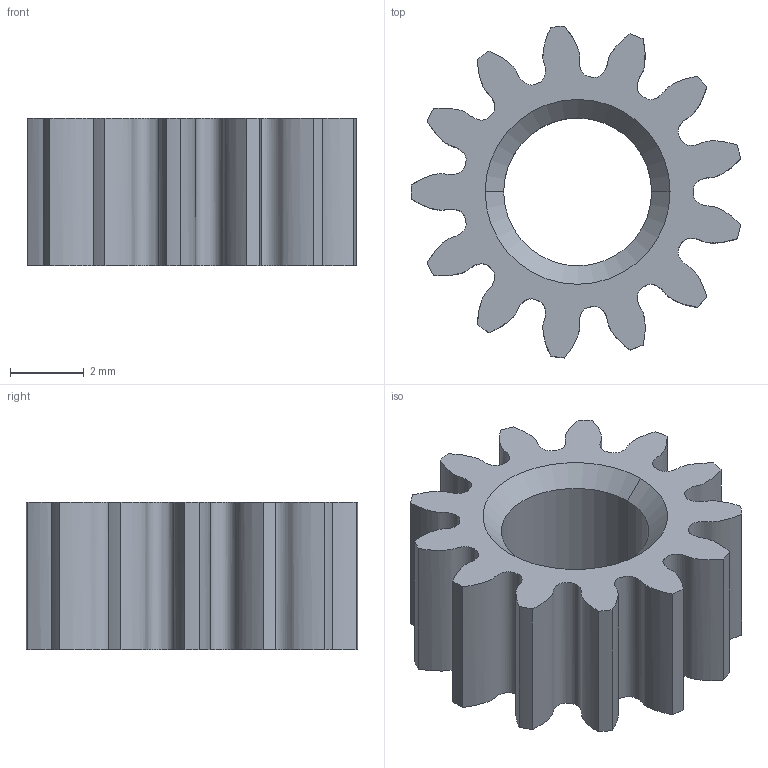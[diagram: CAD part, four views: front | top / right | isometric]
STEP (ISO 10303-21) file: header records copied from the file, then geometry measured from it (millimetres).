
FILE_DESCRIPTION (( 'STEP AP214' ), '1' );
FILE_NAME ('Gear00775.STEP', '2017-09-13T00:57:59', ( '13' ), ( '' ), 'SwSTEP 2.0', 'SolidWorks 2012', '' );
FILE_SCHEMA (( 'AUTOMOTIVE_DESIGN' ));
Length unit declared in the file: millimetre
Products named in the file (1): Gear00775
Bounding box: 8.91 x 8.97 x 4 mm (x, y, z)
Volume: 136.7 mm3; surface area: 304.2 mm2
Topology: 1 solids, 1 shells, 34 faces, 92 edges, 60 vertices
Faces by surface type: cylinder 15, bspline 13, cone 4, plane 2
Entity records: 4990 total; most frequent: CARTESIAN_POINT 4152, ORIENTED_EDGE 184, DIRECTION 144, EDGE_CURVE 92, VERTEX_POINT 60, AXIS2_PLACEMENT_3D 56, EDGE_LOOP 36, CIRCLE 34
